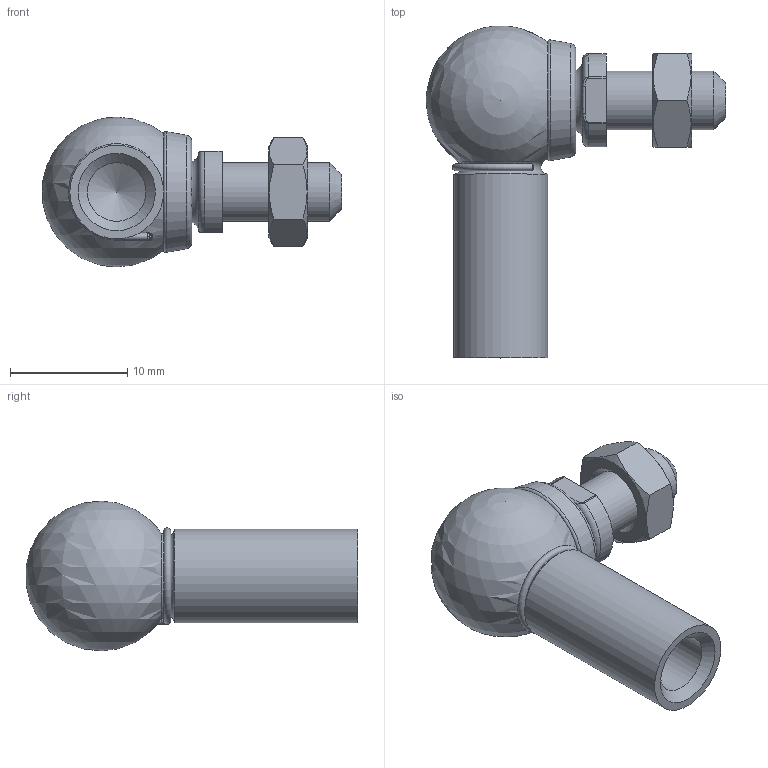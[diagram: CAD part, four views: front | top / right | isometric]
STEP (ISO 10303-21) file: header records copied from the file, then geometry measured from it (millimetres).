
FILE_DESCRIPTION (( 'STEP AP214' ), '1' );
FILE_NAME ('75.01.08.0001.step', '2021-04-02T17:53:49', ( '' ), ( '' ), 'SwSTEP 2.0', 'SolidWorks 2021', '' );
FILE_SCHEMA (( 'AUTOMOTIVE_DESIGN' ));
Length unit declared in the file: millimetre
Products named in the file (1): 75.01.08.0001
Bounding box: 25.54 x 28.34 x 12.8 mm (x, y, z)
Volume: 2001 mm3; surface area: 2359.3 mm2
Topology: 6 solids, 6 shells, 82 faces, 179 edges, 109 vertices
Faces by surface type: plane 24, cylinder 17, bspline 14, torus 11, cone 11, sphere 5
Full cylindrical faces by diameter (mm): 0.6 x2, 0.7 x2, 5 x3, 8 x1, 8.616 x2, 9.616 x1
Entity records: 2558 total; most frequent: CARTESIAN_POINT 1036, DIRECTION 284, ORIENTED_EDGE 250, AXIS2_PLACEMENT_3D 134, EDGE_LOOP 128, EDGE_CURVE 125, FACE_OUTER_BOUND 102, VERTEX_POINT 93
